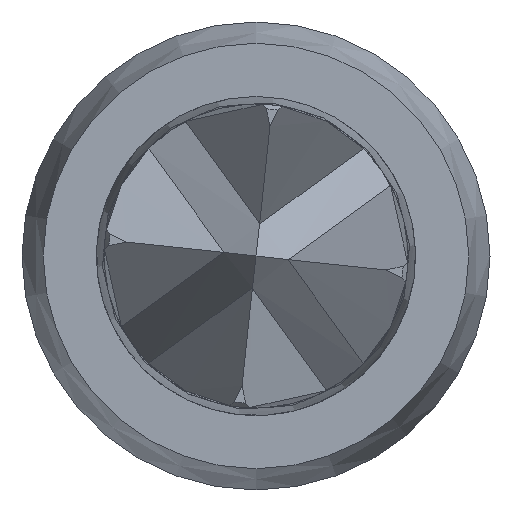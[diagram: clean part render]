
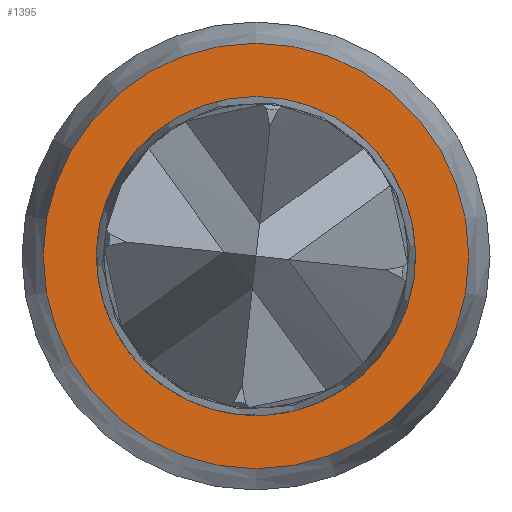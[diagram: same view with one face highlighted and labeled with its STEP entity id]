
A CAD part, left-side view. The second image highlights one B-rep face of the part: STEP entity #1395.
In plain terms, the highlighted planar face has unit normal (-1, 0, 0).
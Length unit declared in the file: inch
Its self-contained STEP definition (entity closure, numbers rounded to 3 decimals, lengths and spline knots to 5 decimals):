
#155 = AXIS2_PLACEMENT_3D ( 'NONE', #710, #2845, #1427 ) ;
#272 = EDGE_LOOP ( 'NONE', ( #2994 ) ) ;
#497 = ORIENTED_EDGE ( 'NONE', *, *, #1418, .F. ) ;
#526 = DIRECTION ( 'NONE',  ( 1., 0., 0. ) ) ;
#586 = CIRCLE ( 'NONE', #2189, 0.0105 ) ;
#710 = CARTESIAN_POINT ( 'NONE',  ( 0., 0., 0. ) ) ;
#917 = VERTEX_POINT ( 'NONE', #1331 ) ;
#988 = CARTESIAN_POINT ( 'NONE',  ( 0., 0., 0. ) ) ;
#1041 = AXIS2_PLACEMENT_3D ( 'NONE', #3089, #1655, #2368 ) ;
#1331 = CARTESIAN_POINT ( 'NONE',  ( 0., 0., 0.0105 ) ) ;
#1395 = ADVANCED_FACE ( 'NONE', ( #2925, #1780 ), #1400, .T. ) ;
#1400 = PLANE ( 'NONE',  #1041 ) ;
#1418 = EDGE_CURVE ( 'NONE', #1508, #1508, #3026, .T. ) ;
#1427 = DIRECTION ( 'NONE',  ( 0., 0., -1. ) ) ;
#1508 = VERTEX_POINT ( 'NONE', #2220 ) ;
#1614 = EDGE_LOOP ( 'NONE', ( #497 ) ) ;
#1655 = DIRECTION ( 'NONE',  ( -1., 0., 0. ) ) ;
#1780 = FACE_OUTER_BOUND ( 'NONE', #1614, .T. ) ;
#2165 = DIRECTION ( 'NONE',  ( 0., 0., 1. ) ) ;
#2189 = AXIS2_PLACEMENT_3D ( 'NONE', #988, #526, #2165 ) ;
#2220 = CARTESIAN_POINT ( 'NONE',  ( 0., 0., -0.014 ) ) ;
#2368 = DIRECTION ( 'NONE',  ( 0., 0., 1. ) ) ;
#2812 = EDGE_CURVE ( 'NONE', #917, #917, #586, .T. ) ;
#2845 = DIRECTION ( 'NONE',  ( 1., 0., 0. ) ) ;
#2925 = FACE_BOUND ( 'NONE', #272, .T. ) ;
#2994 = ORIENTED_EDGE ( 'NONE', *, *, #2812, .T. ) ;
#3026 = CIRCLE ( 'NONE', #155, 0.014 ) ;
#3089 = CARTESIAN_POINT ( 'NONE',  ( 0., 0.014, 0. ) ) ;
